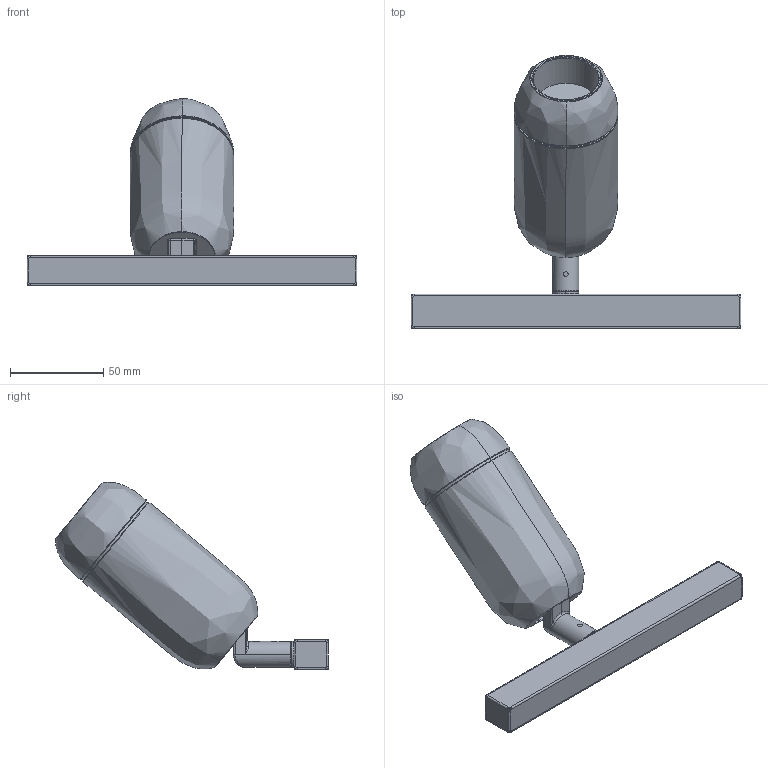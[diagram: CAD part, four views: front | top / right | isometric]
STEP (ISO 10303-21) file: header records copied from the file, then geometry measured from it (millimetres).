
FILE_DESCRIPTION(/* description */ (''),/* implementation_level */ '2;1');
FILE_NAME(/* name */ 'GOPLE 60 SPOT TRK',/* time_stamp */ '2023-03-09T15:34:15+01:00',/* author */ (''),/* organization */ (''),/* preprocessor_version */ 'ST-DEVELOPER v16.5',/* originating_system */ 'Rhino 7.27',/* authorisation */ '');
FILE_SCHEMA (('AUTOMOTIVE_DESIGN'));
Length unit declared in the file: millimetre
Products named in the file (1): Document
Bounding box: 177.22 x 146.62 x 100.57 mm (x, y, z)
Volume: 277943.5 mm3; surface area: 40394.9 mm2
Topology: 2 solids, 7 shells, 187 faces, 458 edges, 291 vertices
Faces by surface type: bspline 115, plane 40, cylinder 32
Entity records: 13680 total; most frequent: CARTESIAN_POINT 9970, ORIENTED_EDGE 920, EDGE_CURVE 467, B_SPLINE_CURVE_WITH_KNOTS 317, VERTEX_POINT 293, EDGE_LOOP 200, ADVANCED_FACE 187, FACE_OUTER_BOUND 187
